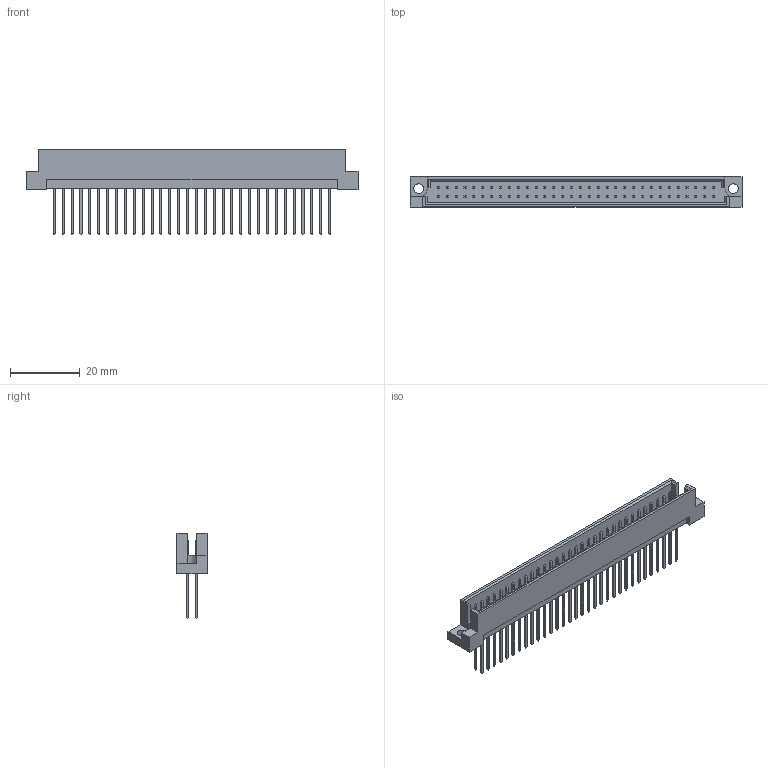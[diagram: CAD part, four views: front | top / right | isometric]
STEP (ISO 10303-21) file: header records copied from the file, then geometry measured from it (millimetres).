
FILE_DESCRIPTION (( 'STEP AP203' ), '1' );
FILE_NAME ('461-164-640-211.STEP', '2019-11-11T13:58:57', ( '' ), ( '' ), 'SwSTEP 2.0', 'SolidWorks 2020', '' );
FILE_SCHEMA (( 'CONFIG_CONTROL_DESIGN' ));
Length unit declared in the file: millimetre
Products named in the file (3): 461-164-640-211; 461 Part_64; 461-290_40
Assembly tree (65 placements, depth 2):
  461-164-640-211
    461 Part_64
    461-290_40  x64
Bounding box: 95 x 8.6 x 24.6 mm (x, y, z)
Volume: 5090.7 mm3; surface area: 8885.1 mm2
Topology: 65 solids, 65 shells, 1201 faces, 2689 edges, 1618 vertices
Faces by surface type: plane 1194, cylinder 7
Entity records: 12858 total; most frequent: CARTESIAN_POINT 1922, ORIENTED_EDGE 1850, DIRECTION 1713, EDGE_CURVE 925, LINE 911, VECTOR 911, VERTEX_POINT 610, EDGE_LOOP 451
